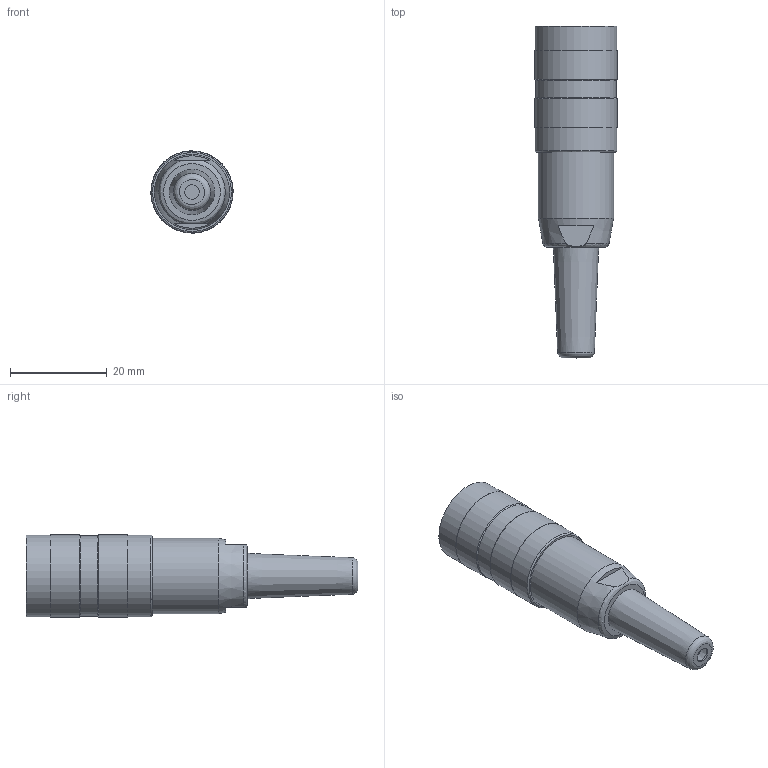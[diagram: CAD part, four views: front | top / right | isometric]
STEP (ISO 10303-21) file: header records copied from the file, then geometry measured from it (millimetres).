
FILE_DESCRIPTION(/* description */ (''),/* implementation_level */ '2;1');
FILE_NAME(/* name */ 't 3485 001 unxc001-02.stp',/* time_stamp */ '2019-07-08T17:35:43+02:00',/* author */ (''),/* organization */ (''),/* preprocessor_version */ 'ST-DEVELOPER v16.7',/* originating_system */ 'SIEMENS PLM Software NX 12.0',/* authorisation */ '');
FILE_SCHEMA (('AUTOMOTIVE_DESIGN { 1 0 10303 214 3 1 1 1 }'));
Length unit declared in the file: millimetre
Products named in the file (1): t 3485 001 unxc001-02
Bounding box: 16.97 x 68.5 x 16.97 mm (x, y, z)
Volume: 9938.2 mm3; surface area: 4248.7 mm2
Topology: 1 solids, 1 shells, 132 faces, 349 edges, 230 vertices
Faces by surface type: plane 76, cylinder 34, cone 15, bspline 7
Full cylindrical faces by diameter (mm): 3 x1, 14.2 x1, 15 x1, 15.5 x1, 16.6 x1, 16.9 x2, 17 x2
Entity records: 4959 total; most frequent: CARTESIAN_POINT 1650, ORIENTED_EDGE 652, DIRECTION 629, EDGE_CURVE 326, AXIS2_PLACEMENT_3D 231, VERTEX_POINT 225, LINE 167, VECTOR 167
